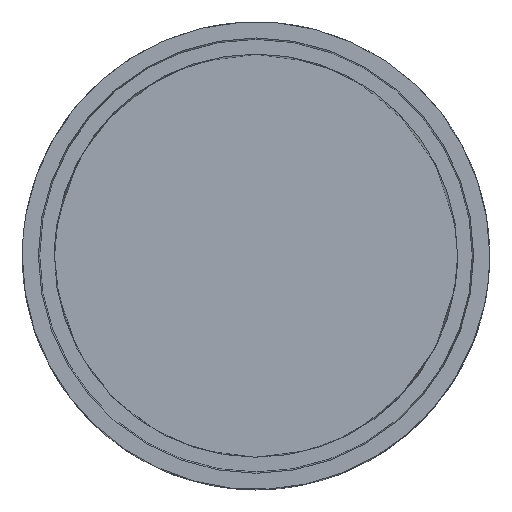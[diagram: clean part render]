
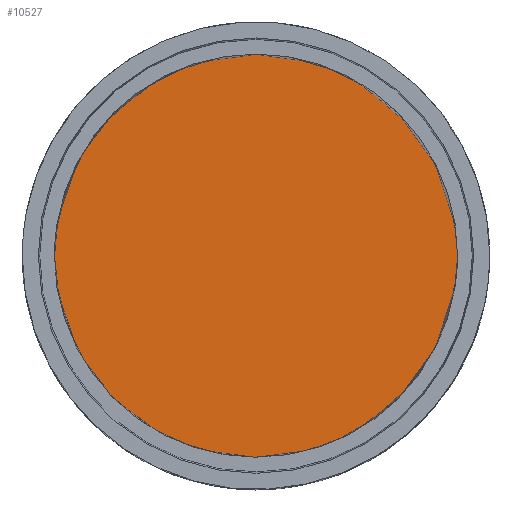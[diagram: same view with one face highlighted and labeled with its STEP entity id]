
A CAD part, top view. The second image highlights one B-rep face of the part: STEP entity #10527.
In plain terms, the highlighted planar face has unit normal (0, 0, 1).
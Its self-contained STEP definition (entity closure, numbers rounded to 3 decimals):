
#310 = FACE_OUTER_BOUND ( 'NONE', #10273, .T. ) ;
#583 = VERTEX_POINT ( 'NONE', #12150 ) ;
#1963 = DIRECTION ( 'NONE',  ( 1., 0., 0. ) ) ;
#3091 = ORIENTED_EDGE ( 'NONE', *, *, #20316, .T. ) ;
#5716 = CIRCLE ( 'NONE', #8534, 750. ) ;
#7612 = DIRECTION ( 'NONE',  ( 0., 0., 1. ) ) ;
#8486 = DIRECTION ( 'NONE',  ( 0., 0., 1. ) ) ;
#8534 = AXIS2_PLACEMENT_3D ( 'NONE', #8709, #8486, #15512 ) ;
#8709 = CARTESIAN_POINT ( 'NONE',  ( 0., 0., 0. ) ) ;
#10273 = EDGE_LOOP ( 'NONE', ( #3091, #14603 ) ) ;
#10527 = ADVANCED_FACE ( 'NONE', ( #310 ), #15451, .T. ) ;
#10630 = CIRCLE ( 'NONE', #17631, 750. ) ;
#11322 = AXIS2_PLACEMENT_3D ( 'NONE', #15838, #7612, #1963 ) ;
#12068 = CARTESIAN_POINT ( 'NONE',  ( 750., 0., 0. ) ) ;
#12150 = CARTESIAN_POINT ( 'NONE',  ( -750., 0., 0. ) ) ;
#14603 = ORIENTED_EDGE ( 'NONE', *, *, #20339, .T. ) ;
#15189 = DIRECTION ( 'NONE',  ( 1., 0., 0. ) ) ;
#15400 = VERTEX_POINT ( 'NONE', #12068 ) ;
#15451 = PLANE ( 'NONE',  #11322 ) ;
#15512 = DIRECTION ( 'NONE',  ( 1., 0., 0. ) ) ;
#15838 = CARTESIAN_POINT ( 'NONE',  ( 0., 0., 0. ) ) ;
#17162 = DIRECTION ( 'NONE',  ( 0., 0., 1. ) ) ;
#17631 = AXIS2_PLACEMENT_3D ( 'NONE', #18391, #17162, #15189 ) ;
#18391 = CARTESIAN_POINT ( 'NONE',  ( 0., 0., 0. ) ) ;
#20316 = EDGE_CURVE ( 'NONE', #15400, #583, #5716, .T. ) ;
#20339 = EDGE_CURVE ( 'NONE', #583, #15400, #10630, .T. ) ;
